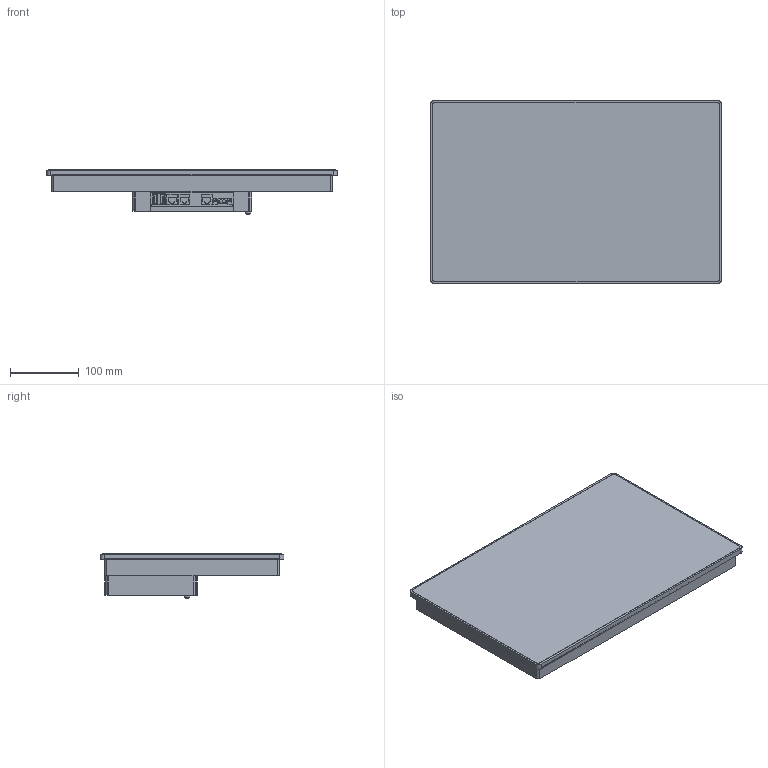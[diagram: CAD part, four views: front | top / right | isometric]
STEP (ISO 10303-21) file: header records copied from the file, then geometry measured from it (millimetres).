
FILE_DESCRIPTION(/* description */ ('STEP AP214'),/* implementation_level */ '2;1');
FILE_NAME(/* name */ '8155218_CDPX-X-E1-W-15',/* time_stamp */ '2024-08-05T16:40:47+02:00',/* author */ ('License CC BY-ND 4.0'),/* organization */ ('CADENAS'),/* preprocessor_version */ 'ST-DEVELOPER v19.3',/* originating_system */ 'PARTsolutions',/* authorisation */ ' ');
FILE_SCHEMA (('AUTOMOTIVE_DESIGN {1 0 10303 214 3 1 1}'));
Length unit declared in the file: millimetre
Products named in the file (1): 8155218 CDPX-X-E1-W-15---(high)
Bounding box: 422 x 267 x 64.55 mm (x, y, z)
Volume: 3985950 mm3; surface area: 300299.6 mm2
Topology: 1 solids, 1 shells, 372 faces, 986 edges, 655 vertices
Faces by surface type: plane 290, cylinder 78, cone 2, torus 2
Full cylindrical faces by diameter (mm): 2.013 x2, 3 x1, 8 x1, 8.7 x1
Entity records: 11412 total; most frequent: CARTESIAN_POINT 2049, ORIENTED_EDGE 1950, DIRECTION 1860, EDGE_CURVE 975, LINE 804, VECTOR 804, VERTEX_POINT 653, AXIS2_PLACEMENT_3D 528
